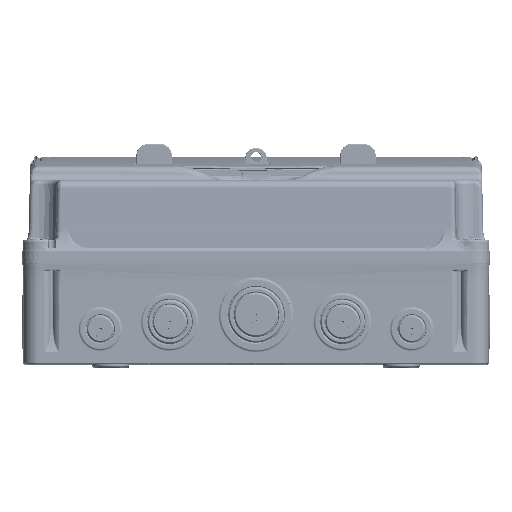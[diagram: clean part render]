
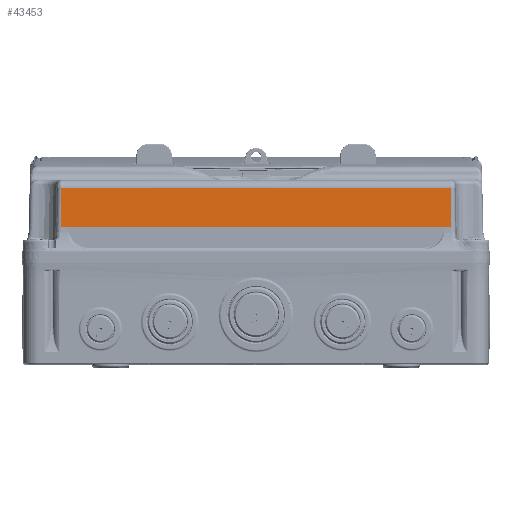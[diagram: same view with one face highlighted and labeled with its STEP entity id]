
A CAD part, top view. The second image highlights one B-rep face of the part: STEP entity #43453.
In plain terms, the highlighted planar face has unit normal (0, 0.018, 1).
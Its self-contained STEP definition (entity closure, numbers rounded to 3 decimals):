
#18121 = ORIENTED_EDGE ( 'NONE', *, *, #199948, .T. ) ;
#37910 = VERTEX_POINT ( 'NONE', #199266 ) ;
#43453 = ADVANCED_FACE ( 'NONE', ( #114018 ), #349755, .T. ) ;
#49227 = CARTESIAN_POINT ( 'NONE',  ( -137.567, 126.105, 230.43 ) ) ;
#62014 = ORIENTED_EDGE ( 'NONE', *, *, #72924, .T. ) ;
#64049 = DIRECTION ( 'NONE',  ( 1., 0., 0. ) ) ;
#72924 = EDGE_CURVE ( 'NONE', #348760, #299632, #297814, .T. ) ;
#77915 = VECTOR ( 'NONE', #193051, 1000. ) ;
#80365 = EDGE_CURVE ( 'NONE', #299632, #37910, #132681, .T. ) ;
#81291 = CARTESIAN_POINT ( 'NONE',  ( -138.047, 98.582, 230.911 ) ) ;
#87074 = CARTESIAN_POINT ( 'NONE',  ( 137.465, 131.948, 230.328 ) ) ;
#87732 = ORIENTED_EDGE ( 'NONE', *, *, #175025, .T. ) ;
#93166 = VERTEX_POINT ( 'NONE', #140449 ) ;
#93350 = CARTESIAN_POINT ( 'NONE',  ( -142., 82., 231.2 ) ) ;
#111877 = CARTESIAN_POINT ( 'NONE',  ( 137.567, 126.105, 230.43 ) ) ;
#114018 = FACE_OUTER_BOUND ( 'NONE', #353193, .T. ) ;
#115398 = ORIENTED_EDGE ( 'NONE', *, *, #80365, .T. ) ;
#125702 = DIRECTION ( 'NONE',  ( -1., 0., 0. ) ) ;
#132681 = LINE ( 'NONE', #81291, #77915 ) ;
#137227 = VECTOR ( 'NONE', #64049, 1000. ) ;
#140449 = CARTESIAN_POINT ( 'NONE',  ( 138.046, 98.634, 230.91 ) ) ;
#145646 = DIRECTION ( 'NONE',  ( -0.017, 1., -0.017 ) ) ;
#147308 = VECTOR ( 'NONE', #145646, 1000. ) ;
#175025 = EDGE_CURVE ( 'NONE', #93166, #348760, #290376, .T. ) ;
#193051 = DIRECTION ( 'NONE',  ( -0.017, -1., 0.017 ) ) ;
#199266 = CARTESIAN_POINT ( 'NONE',  ( -138.046, 98.634, 230.91 ) ) ;
#199948 = EDGE_CURVE ( 'NONE', #37910, #93166, #258318, .T. ) ;
#234441 = DIRECTION ( 'NONE',  ( 0., -1., 0.017 ) ) ;
#258318 = LINE ( 'NONE', #315080, #137227 ) ;
#290376 = LINE ( 'NONE', #87074, #147308 ) ;
#293016 = VECTOR ( 'NONE', #125702, 1000. ) ;
#297814 = LINE ( 'NONE', #349235, #293016 ) ;
#299632 = VERTEX_POINT ( 'NONE', #49227 ) ;
#315080 = CARTESIAN_POINT ( 'NONE',  ( 137.629, 98.634, 230.91 ) ) ;
#316864 = DIRECTION ( 'NONE',  ( 0., 0.017, 1. ) ) ;
#338360 = AXIS2_PLACEMENT_3D ( 'NONE', #93350, #316864, #234441 ) ;
#348760 = VERTEX_POINT ( 'NONE', #111877 ) ;
#349235 = CARTESIAN_POINT ( 'NONE',  ( -142., 126.105, 230.43 ) ) ;
#349755 = PLANE ( 'NONE',  #338360 ) ;
#353193 = EDGE_LOOP ( 'NONE', ( #87732, #62014, #115398, #18121 ) ) ;
